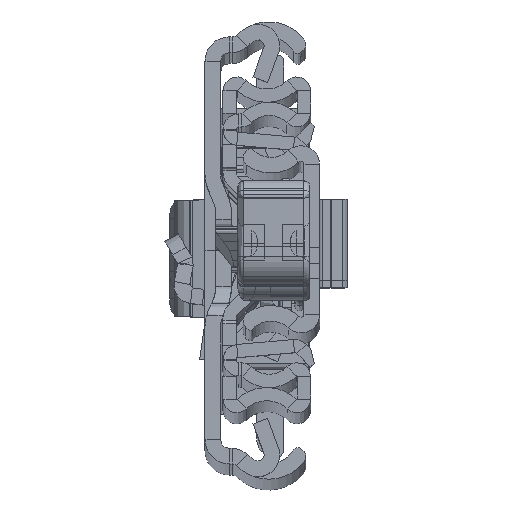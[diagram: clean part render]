
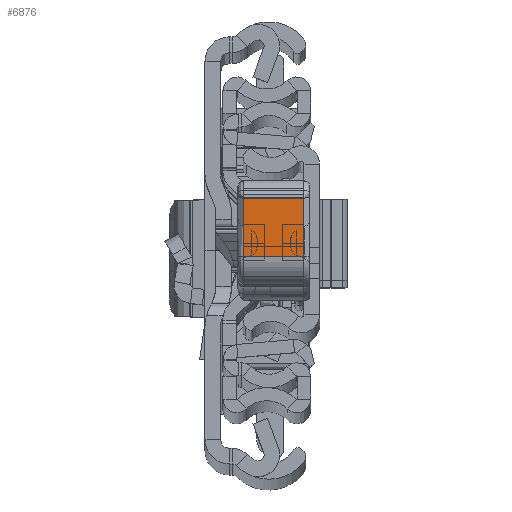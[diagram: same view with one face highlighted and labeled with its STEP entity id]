
A CAD part, top view. The second image highlights one B-rep face of the part: STEP entity #6876.
In plain terms, the highlighted face is planar.
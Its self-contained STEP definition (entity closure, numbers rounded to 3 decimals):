
#408 = PLANE ( 'NONE',  #35400 ) ;
#658 = VECTOR ( 'NONE', #6826, 1000. ) ;
#700 = DIRECTION ( 'NONE',  ( 0.027, 1., 0. ) ) ;
#1498 = CARTESIAN_POINT ( 'NONE',  ( 39.55, -12.274, -10. ) ) ;
#1906 = VERTEX_POINT ( 'NONE', #34917 ) ;
#1946 = CARTESIAN_POINT ( 'NONE',  ( 39.55, -12.274, -10. ) ) ;
#4570 = EDGE_CURVE ( 'NONE', #7147, #34233, #10832, .T. ) ;
#4850 = DIRECTION ( 'NONE',  ( -0.027, -1., 0. ) ) ;
#5607 = EDGE_LOOP ( 'NONE', ( #33872, #10064, #14458, #21697 ) ) ;
#5917 = CARTESIAN_POINT ( 'NONE',  ( 39.55, -12.274, 0. ) ) ;
#6826 = DIRECTION ( 'NONE',  ( 0., 0., -1. ) ) ;
#6876 = ADVANCED_FACE ( 'NONE', ( #13756 ), #408, .F. ) ;
#7147 = VERTEX_POINT ( 'NONE', #16801 ) ;
#10064 = ORIENTED_EDGE ( 'NONE', *, *, #4570, .F. ) ;
#10832 = LINE ( 'NONE', #1946, #15114 ) ;
#13756 = FACE_OUTER_BOUND ( 'NONE', #5607, .T. ) ;
#14198 = DIRECTION ( 'NONE',  ( 0., 0., 1. ) ) ;
#14458 = ORIENTED_EDGE ( 'NONE', *, *, #21071, .F. ) ;
#15066 = CARTESIAN_POINT ( 'NONE',  ( 39.55, -12.274, -11. ) ) ;
#15114 = VECTOR ( 'NONE', #4850, 1000. ) ;
#16801 = CARTESIAN_POINT ( 'NONE',  ( 39.818, -2.465, -10. ) ) ;
#17029 = VECTOR ( 'NONE', #14198, 1000. ) ;
#18645 = CARTESIAN_POINT ( 'NONE',  ( 39.55, -12.274, 0. ) ) ;
#19925 = LINE ( 'NONE', #22458, #17029 ) ;
#20514 = LINE ( 'NONE', #5917, #33759 ) ;
#21071 = EDGE_CURVE ( 'NONE', #1906, #7147, #21406, .T. ) ;
#21406 = LINE ( 'NONE', #33157, #658 ) ;
#21697 = ORIENTED_EDGE ( 'NONE', *, *, #36894, .F. ) ;
#22458 = CARTESIAN_POINT ( 'NONE',  ( 39.55, -12.274, -11. ) ) ;
#26818 = VERTEX_POINT ( 'NONE', #18645 ) ;
#30986 = EDGE_CURVE ( 'NONE', #34233, #26818, #19925, .T. ) ;
#33157 = CARTESIAN_POINT ( 'NONE',  ( 39.818, -2.465, -11. ) ) ;
#33759 = VECTOR ( 'NONE', #700, 1000. ) ;
#33872 = ORIENTED_EDGE ( 'NONE', *, *, #30986, .F. ) ;
#34233 = VERTEX_POINT ( 'NONE', #1498 ) ;
#34675 = DIRECTION ( 'NONE',  ( -0.027, -1., 0. ) ) ;
#34917 = CARTESIAN_POINT ( 'NONE',  ( 39.818, -2.465, 0. ) ) ;
#35236 = DIRECTION ( 'NONE',  ( -1., 0.027, 0. ) ) ;
#35400 = AXIS2_PLACEMENT_3D ( 'NONE', #15066, #35236, #34675 ) ;
#36894 = EDGE_CURVE ( 'NONE', #26818, #1906, #20514, .T. ) ;
